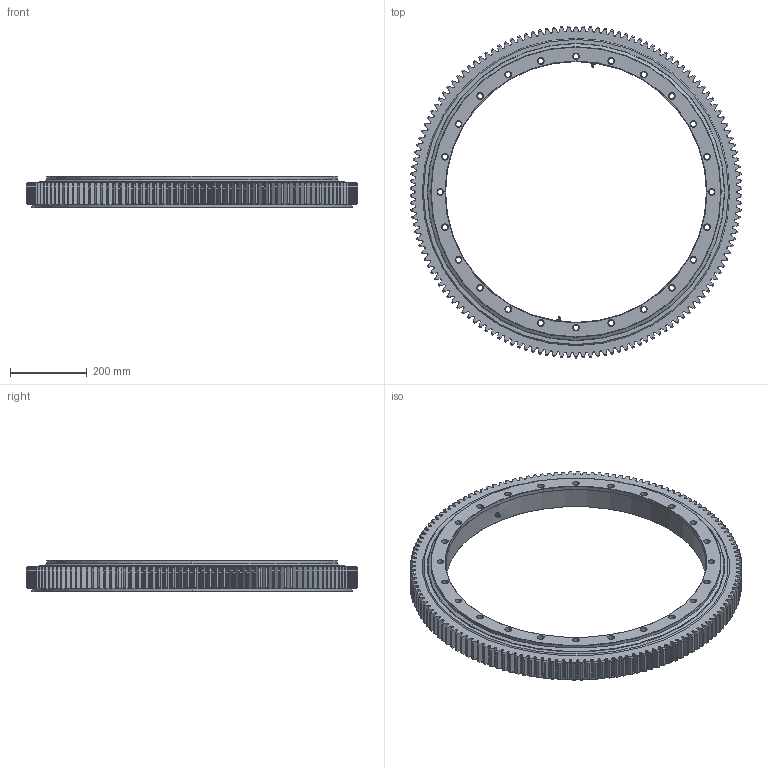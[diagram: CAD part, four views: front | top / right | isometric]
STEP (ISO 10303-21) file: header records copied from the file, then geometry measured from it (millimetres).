
FILE_DESCRIPTION (( 'STEP AP214' ), '1' );
FILE_NAME ('E.864.25.00.D.5.STEP', '2017-10-25T09:20:46', ( '' ), ( '' ), 'SwSTEP 2.0', 'SolidWorks 2015', '' );
FILE_SCHEMA (( 'AUTOMOTIVE_DESIGN' ));
Length unit declared in the file: millimetre
Products named in the file (7): C.864.B25B.A9N.1 - IR; E.864.25.00.D.5; Ball D25; C.864.B25B.A9N.1 - IR Seal; C.864.B25B.A9N.1 - OR; Grease nipple M10x1mm; C.864.B25B.A9N.1 - OR Seal
Assembly tree (87 placements, depth 2):
  E.864.25.00.D.5
    C.864.B25B.A9N.1 - IR
    C.864.B25B.A9N.1 - OR
    Ball D25  x81
    C.864.B25B.A9N.1 - IR Seal
    C.864.B25B.A9N.1 - OR Seal
    Grease nipple M10x1mm  x2
Bounding box: 863.88 x 864 x 82 mm (x, y, z)
Volume: 12215397.5 mm3; surface area: 1738012 mm2
Topology: 87 solids, 87 shells, 1978 faces, 5732 edges, 3778 vertices
Faces by surface type: bspline 710, cone 398, plane 346, cylinder 330, sphere 162, torus 32
Entity records: 64138 total; most frequent: CARTESIAN_POINT 20972, ORIENTED_EDGE 10094, DIRECTION 6384, EDGE_CURVE 5047, VERTEX_POINT 3333, AXIS2_PLACEMENT_3D 2201, B_SPLINE_CURVE_WITH_KNOTS 2028, VECTOR 1982
